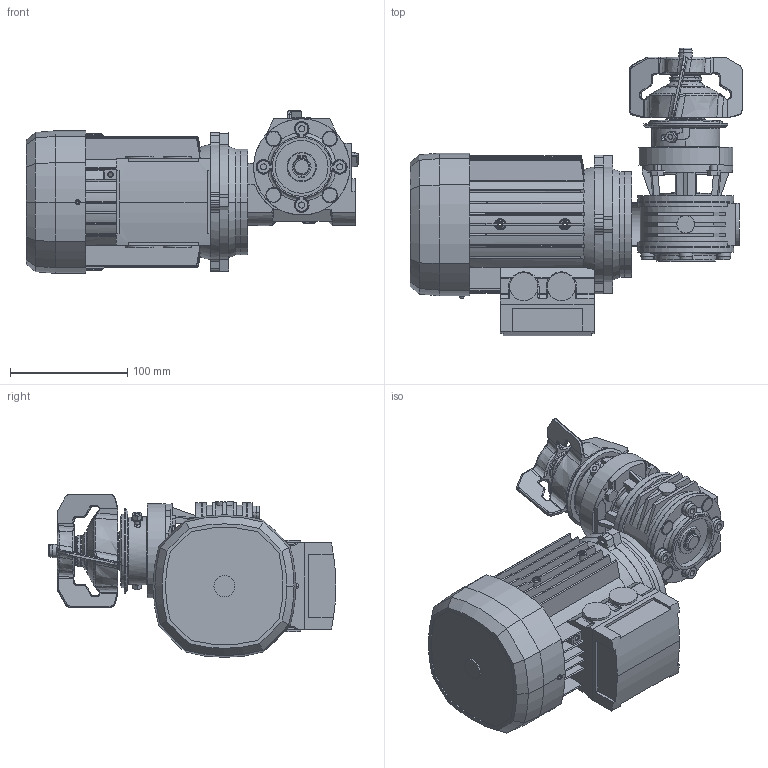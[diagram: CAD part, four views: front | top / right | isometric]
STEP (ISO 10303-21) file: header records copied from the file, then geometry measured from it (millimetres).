
FILE_DESCRIPTION (( 'STEP AP203' ), '1' );
FILE_NAME ('Complete Mixer GMP50 E0, standard (IEC).STEP', '2007-05-28T15:05:36', ( ' ' ), ( ' ' ), 'SwSTEP 2.0', 'SolidWorks 2005235', '' );
FILE_SCHEMA (( 'CONFIG_CONTROL_DESIGN' ));
Length unit declared in the file: millimetre
Products named in the file (1): Complete Mixer GMP50 E0, standard (IEC)
Bounding box: 283 x 245.3 x 138.8 mm (x, y, z)
Surface area: 318577.2 mm2 (no closed solid volume)
Topology: 0 solids, 46 shells, 1198 faces, 3786 edges, 2510 vertices
Faces by surface type: plane 413, cylinder 388, bspline 177, cone 146, torus 71, sphere 3
Entity records: 58390 total; most frequent: CARTESIAN_POINT 27015, ORIENTED_EDGE 6535, DIRECTION 6156, EDGE_CURVE 3777, VERTEX_POINT 2510, AXIS2_PLACEMENT_3D 2360, VECTOR 1436, LINE 1436
